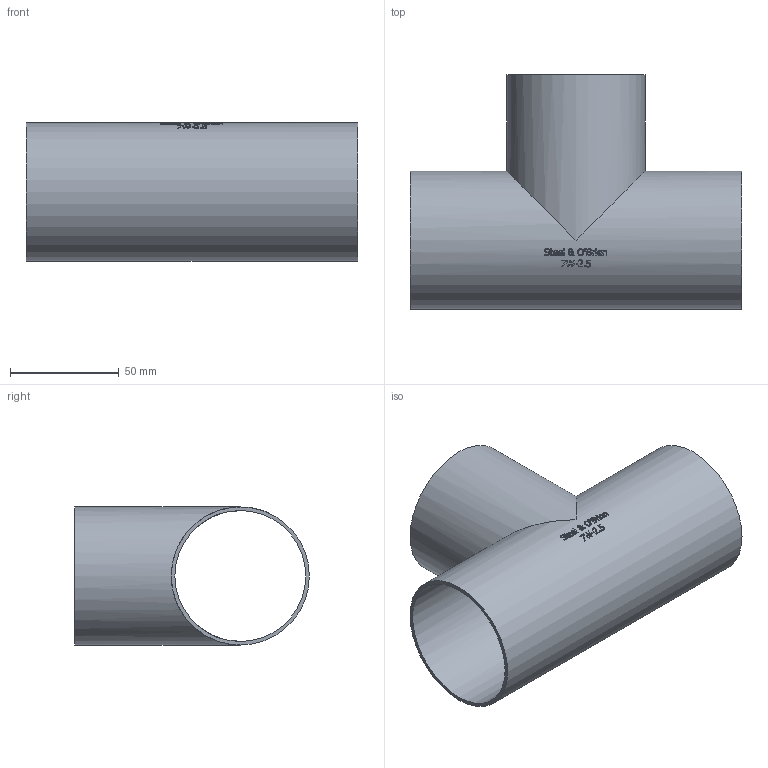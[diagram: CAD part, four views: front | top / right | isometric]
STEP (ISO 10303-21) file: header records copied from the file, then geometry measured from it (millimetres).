
FILE_DESCRIPTION(/* description */ (''),/* implementation_level */ '2;1');
FILE_NAME(/* name */ '7W-2.5.stp',/* time_stamp */ '2019-02-05T15:46:12-05:00',/* author */ ('rick'),/* organization */ (''),/* preprocessor_version */ 'ST-DEVELOPER v15.2',/* originating_system */ 'Autodesk Inventor 2014',/* authorisation */ '');
FILE_SCHEMA (('AUTOMOTIVE_DESIGN { 1 0 10303 214 3 1 1 }'));
Length unit declared in the file: inch
Products named in the file (1): 7W-2.5
Bounding box: 152.4 x 107.95 x 63.5 mm (x, y, z)
Volume: 60694.4 mm3; surface area: 74516.6 mm2
Topology: 1 solids, 1 shells, 299 faces, 812 edges, 542 vertices
Faces by surface type: bspline 143, plane 124, cylinder 32
Full cylindrical faces by diameter (mm): 60.198 x2, 63.5 x2
Entity records: 11864 total; most frequent: CARTESIAN_POINT 5150, ORIENTED_EDGE 1604, DIRECTION 968, EDGE_CURVE 802, VERTEX_POINT 538, LINE 378, VECTOR 378, EDGE_LOOP 336
